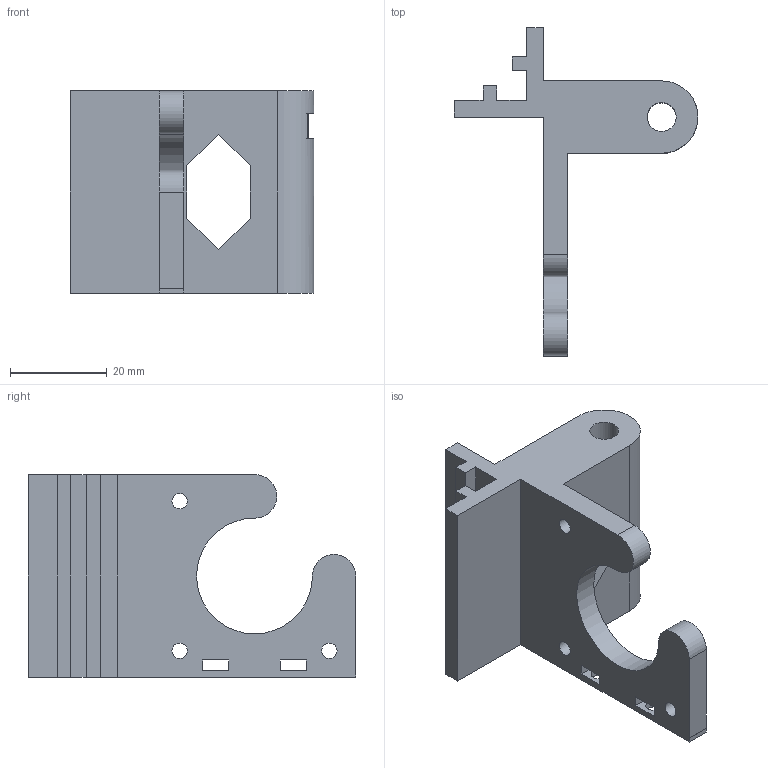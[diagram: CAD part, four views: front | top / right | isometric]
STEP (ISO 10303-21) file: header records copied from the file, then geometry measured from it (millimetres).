
FILE_DESCRIPTION(('FreeCAD Model'),'2;1');
FILE_NAME('x-motor-idler-20x20-M5-x1-mini.step','2019-07-13T11:07:52',( 'Author'),(''),'Open CASCADE STEP processor 6.8','FreeCAD','Unknown' );
FILE_SCHEMA(('AUTOMOTIVE_DESIGN_CC2 { 1 2 10303 214 -1 1 5 4 }'));
Length unit declared in the file: millimetre
Products named in the file (2): ASSEMBLY; x-motor-holder-M5
Assembly tree (1 placements, depth 2):
  ASSEMBLY
    x-motor-holder-M5
Bounding box: 50.5 x 67.9 x 42 mm (x, y, z)
Volume: 23982.7 mm3; surface area: 12620.5 mm2
Topology: 1 solids, 1 shells, 61 faces, 164 edges, 110 vertices
Faces by surface type: plane 46, cylinder 15
Full cylindrical faces by diameter (mm): 3.2 x7, 6 x4
Entity records: 4338 total; most frequent: CARTESIAN_POINT 983, DIRECTION 617, LINE 418, VECTOR 418, ORIENTED_EDGE 328, PCURVE 328, DEFINITIONAL_REPRESENTATION 328, EDGE_CURVE 164
